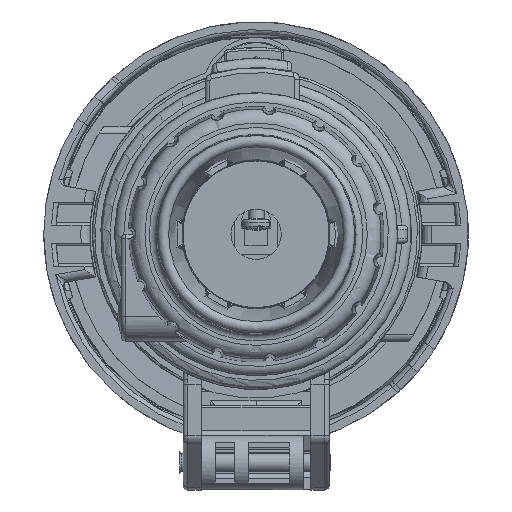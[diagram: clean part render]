
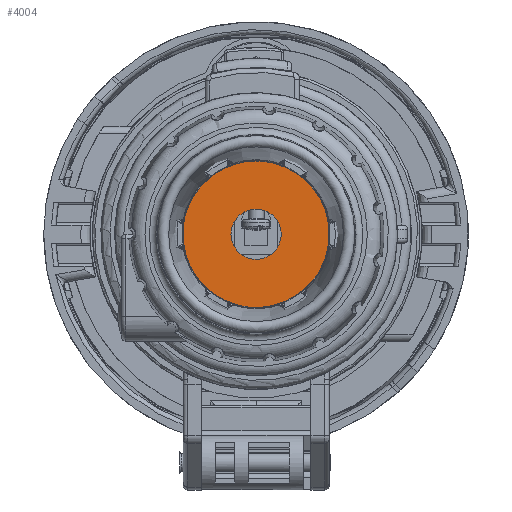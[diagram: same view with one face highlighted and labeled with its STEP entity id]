
A CAD part, front view. The second image highlights one B-rep face of the part: STEP entity #4004.
In plain terms, the highlighted planar face has unit normal (0, -1, 0).
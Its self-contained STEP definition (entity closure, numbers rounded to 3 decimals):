
#1152=FACE_BOUND('',#8413,.T.);
#1153=FACE_BOUND('',#8414,.T.);
#4004=ADVANCED_FACE('',(#1152,#1153),#5538,.T.);
#5538=PLANE('',#33854);
#8413=EDGE_LOOP('',(#14733));
#8414=EDGE_LOOP('',(#14734));
#10166=CIRCLE('',#33847,20.45);
#10169=CIRCLE('',#33852,5.5);
#14733=ORIENTED_EDGE('',*,*,#25846,.T.);
#14734=ORIENTED_EDGE('',*,*,#25849,.F.);
#22074=VERTEX_POINT('',#60404);
#22077=VERTEX_POINT('',#60412);
#25846=EDGE_CURVE('',#22074,#22074,#10166,.T.);
#25849=EDGE_CURVE('',#22077,#22077,#10169,.T.);
#33847=AXIS2_PLACEMENT_3D('',#60403,#38790,#38791);
#33852=AXIS2_PLACEMENT_3D('',#60411,#38800,#38801);
#33854=AXIS2_PLACEMENT_3D('',#60414,#38804,#38805);
#38790=DIRECTION('',(0.,-1.,0.));
#38791=DIRECTION('',(-1.,0.,0.));
#38800=DIRECTION('',(0.,-1.,0.));
#38801=DIRECTION('',(-1.,0.,0.));
#38804=DIRECTION('',(0.,-1.,0.));
#38805=DIRECTION('',(0.,0.,1.));
#60403=CARTESIAN_POINT('',(0.,-79.854,0.));
#60404=CARTESIAN_POINT('',(-20.45,-79.854,0.));
#60411=CARTESIAN_POINT('',(0.,-79.854,0.));
#60412=CARTESIAN_POINT('',(-5.5,-79.854,0.));
#60414=CARTESIAN_POINT('',(-40.9,-79.854,40.9));
